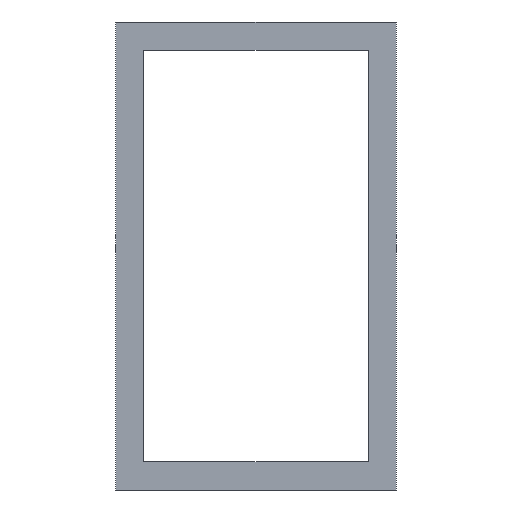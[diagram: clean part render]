
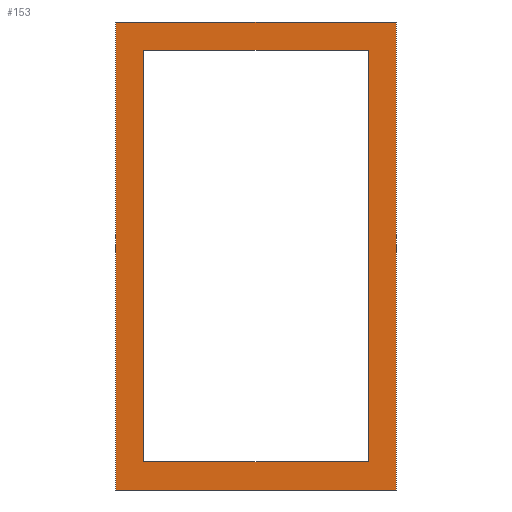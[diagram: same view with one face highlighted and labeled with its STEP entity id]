
A CAD part, front view. The second image highlights one B-rep face of the part: STEP entity #153.
In plain terms, the highlighted planar face has unit normal (0, -1, 0).
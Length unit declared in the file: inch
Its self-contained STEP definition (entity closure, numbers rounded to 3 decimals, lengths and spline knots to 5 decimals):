
#5 = PLANE ( 'NONE',  #170 ) ;
#7 = DIRECTION ( 'NONE',  ( 1., 0., 0. ) ) ;
#12 = CARTESIAN_POINT ( 'NONE',  ( 0., 0., 0. ) ) ;
#15 = CARTESIAN_POINT ( 'NONE',  ( 0., 0., -5. ) ) ;
#23 = VECTOR ( 'NONE', #245, 39.37008 ) ;
#31 = VECTOR ( 'NONE', #352, 39.37008 ) ;
#32 = LINE ( 'NONE', #351, #31 ) ;
#38 = VECTOR ( 'NONE', #241, 39.37008 ) ;
#53 = VECTOR ( 'NONE', #361, 39.37008 ) ;
#54 = VECTOR ( 'NONE', #256, 39.37008 ) ;
#55 = VECTOR ( 'NONE', #259, 39.37008 ) ;
#66 = LINE ( 'NONE', #253, #38 ) ;
#67 = LINE ( 'NONE', #365, #54 ) ;
#75 = VECTOR ( 'NONE', #252, 39.37008 ) ;
#89 = VECTOR ( 'NONE', #7, 39.37008 ) ;
#95 = LINE ( 'NONE', #364, #55 ) ;
#96 = LINE ( 'NONE', #244, #23 ) ;
#97 = LINE ( 'NONE', #360, #53 ) ;
#98 = LINE ( 'NONE', #257, #89 ) ;
#153 = ADVANCED_FACE ( 'NONE', ( #292, #330 ), #5, .T. ) ;
#164 = EDGE_CURVE ( 'NONE', #216, #215, #266, .T. ) ;
#168 = EDGE_CURVE ( 'NONE', #221, #222, #66, .T. ) ;
#170 = AXIS2_PLACEMENT_3D ( 'NONE', #369, #370, #371 ) ;
#191 = EDGE_CURVE ( 'NONE', #222, #223, #96, .T. ) ;
#196 = EDGE_CURVE ( 'NONE', #340, #221, #32, .T. ) ;
#200 = EDGE_CURVE ( 'NONE', #215, #213, #97, .T. ) ;
#203 = EDGE_CURVE ( 'NONE', #214, #216, #67, .T. ) ;
#204 = EDGE_CURVE ( 'NONE', #213, #214, #95, .T. ) ;
#207 = EDGE_CURVE ( 'NONE', #223, #340, #98, .T. ) ;
#213 = VERTEX_POINT ( 'NONE', #15 ) ;
#214 = VERTEX_POINT ( 'NONE', #12 ) ;
#215 = VERTEX_POINT ( 'NONE', #224 ) ;
#216 = VERTEX_POINT ( 'NONE', #225 ) ;
#221 = VERTEX_POINT ( 'NONE', #229 ) ;
#222 = VERTEX_POINT ( 'NONE', #230 ) ;
#223 = VERTEX_POINT ( 'NONE', #231 ) ;
#224 = CARTESIAN_POINT ( 'NONE',  ( 3., 0., -5. ) ) ;
#225 = CARTESIAN_POINT ( 'NONE',  ( 3., 0., 0. ) ) ;
#229 = CARTESIAN_POINT ( 'NONE',  ( 2.7, 0., -4.7 ) ) ;
#230 = CARTESIAN_POINT ( 'NONE',  ( 0.3, 0., -4.7 ) ) ;
#231 = CARTESIAN_POINT ( 'NONE',  ( 0.3, 0., -0.3 ) ) ;
#232 = CARTESIAN_POINT ( 'NONE',  ( 2.7, 0., -0.3 ) ) ;
#241 = DIRECTION ( 'NONE',  ( -1., 0., 0. ) ) ;
#244 = CARTESIAN_POINT ( 'NONE',  ( 0.3, 0., -0.3 ) ) ;
#245 = DIRECTION ( 'NONE',  ( 0., 0., 1. ) ) ;
#249 = CARTESIAN_POINT ( 'NONE',  ( 3., 0., 0. ) ) ;
#252 = DIRECTION ( 'NONE',  ( 0., 0., -1. ) ) ;
#253 = CARTESIAN_POINT ( 'NONE',  ( 0.3, 0., -4.7 ) ) ;
#256 = DIRECTION ( 'NONE',  ( 1., 0., 0. ) ) ;
#257 = CARTESIAN_POINT ( 'NONE',  ( 0.3, 0., -0.3 ) ) ;
#259 = DIRECTION ( 'NONE',  ( 0., 0., 1. ) ) ;
#262 = ORIENTED_EDGE ( 'NONE', *, *, #203, .F. ) ;
#263 = ORIENTED_EDGE ( 'NONE', *, *, #164, .F. ) ;
#266 = LINE ( 'NONE', #249, #75 ) ;
#289 = ORIENTED_EDGE ( 'NONE', *, *, #204, .F. ) ;
#292 = FACE_OUTER_BOUND ( 'NONE', #321, .T. ) ;
#294 = ORIENTED_EDGE ( 'NONE', *, *, #196, .T. ) ;
#295 = ORIENTED_EDGE ( 'NONE', *, *, #207, .T. ) ;
#299 = ORIENTED_EDGE ( 'NONE', *, *, #168, .T. ) ;
#304 = ORIENTED_EDGE ( 'NONE', *, *, #191, .T. ) ;
#315 = EDGE_LOOP ( 'NONE', ( #299, #304, #295, #294 ) ) ;
#321 = EDGE_LOOP ( 'NONE', ( #289, #326, #263, #262 ) ) ;
#326 = ORIENTED_EDGE ( 'NONE', *, *, #200, .F. ) ;
#330 = FACE_BOUND ( 'NONE', #315, .T. ) ;
#340 = VERTEX_POINT ( 'NONE', #232 ) ;
#351 = CARTESIAN_POINT ( 'NONE',  ( 2.7, 0., -0.3 ) ) ;
#352 = DIRECTION ( 'NONE',  ( 0., 0., -1. ) ) ;
#360 = CARTESIAN_POINT ( 'NONE',  ( 0., 0., -5. ) ) ;
#361 = DIRECTION ( 'NONE',  ( -1., 0., 0. ) ) ;
#364 = CARTESIAN_POINT ( 'NONE',  ( 0., 0., 0. ) ) ;
#365 = CARTESIAN_POINT ( 'NONE',  ( 0., 0., 0. ) ) ;
#369 = CARTESIAN_POINT ( 'NONE',  ( 0., 0., -5. ) ) ;
#370 = DIRECTION ( 'NONE',  ( 0., -1., 0. ) ) ;
#371 = DIRECTION ( 'NONE',  ( 0., 0., -1. ) ) ;
